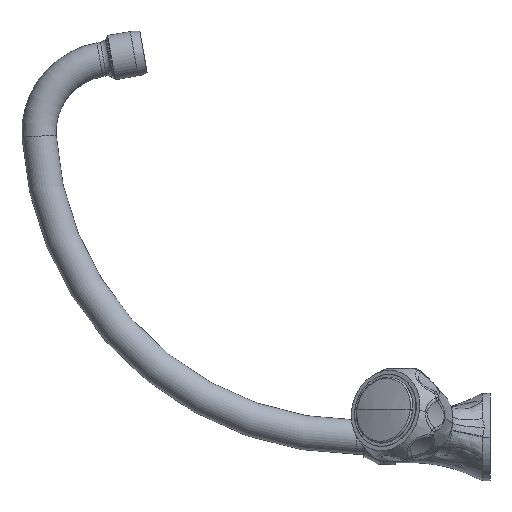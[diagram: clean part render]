
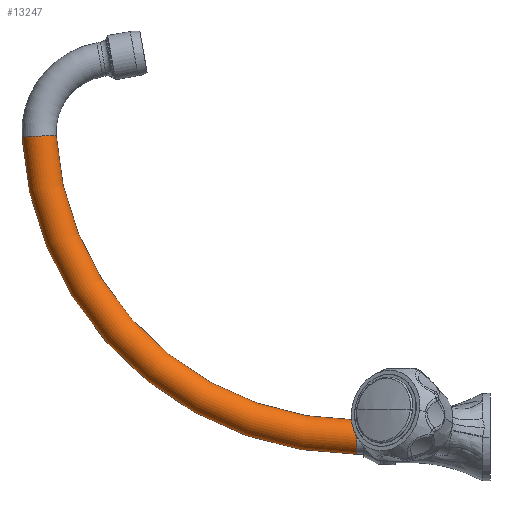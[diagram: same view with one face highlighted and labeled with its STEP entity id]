
A CAD part, left-side view. The second image highlights one B-rep face of the part: STEP entity #13247.
In plain terms, the highlighted toroidal (fillet/blend) face has major radius 166.98 mm and minor radius 9 mm.
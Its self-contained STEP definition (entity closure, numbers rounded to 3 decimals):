
#2718=CARTESIAN_POINT('',(0.,70.6,0.));
#2719=DIRECTION('',(0.,1.,0.));
#2720=DIRECTION('',(0.,0.,-1.));
#2721=AXIS2_PLACEMENT_3D('',#2718,#2719,#2720);
#2723=CARTESIAN_POINT('',(0.,70.6,166.98));
#2724=DIRECTION('',(1.,0.,0.));
#2725=DIRECTION('',(0.,0.,-1.));
#2726=AXIS2_PLACEMENT_3D('',#2723,#2724,#2725);
#2733=CARTESIAN_POINT('',(0.,70.6,166.98));
#2734=DIRECTION('',(1.,0.,0.));
#2735=DIRECTION('',(0.,0.,-1.));
#2736=AXIS2_PLACEMENT_3D('',#2733,#2734,#2735);
#2748=CARTESIAN_POINT('',(0.,237.346,
158.137));
#2749=DIRECTION('',(0.,0.053,0.999));
#2750=DIRECTION('',(0.,0.999,-0.053));
#2751=AXIS2_PLACEMENT_3D('',#2748,#2749,#2750);
#7303=CARTESIAN_POINT('',(0.,70.6,9.));
#7304=CARTESIAN_POINT('',(0.,70.6,-9.));
#7305=VERTEX_POINT('',#7303);
#7306=VERTEX_POINT('',#7304);
#7307=CARTESIAN_POINT('',(0.,228.358,
158.614));
#7308=CARTESIAN_POINT('',(0.,246.333,
157.66));
#7309=VERTEX_POINT('',#7307);
#7310=VERTEX_POINT('',#7308);
#13233=CARTESIAN_POINT('',(0.,70.6,166.98));
#13234=DIRECTION('',(1.,0.,0.));
#13235=DIRECTION('',(0.,0.,1.));
#13236=AXIS2_PLACEMENT_3D('',#13233,#13234,#13235);
#13237=TOROIDAL_SURFACE('',#13236,166.98,9.);
#13238=ORIENTED_EDGE('',*,*,#13220,.F.);
#13240=ORIENTED_EDGE('',*,*,#13239,.T.);
#13242=ORIENTED_EDGE('',*,*,#13241,.T.);
#13244=ORIENTED_EDGE('',*,*,#13243,.F.);
#13245=EDGE_LOOP('',(#13238,#13240,#13242,#13244));
#13246=FACE_OUTER_BOUND('',#13245,.F.);
#13247=ADVANCED_FACE('',(#13246),#13237,.T.);
#2722=CIRCLE('',#2721,9.);
#2727=CIRCLE('',#2726,175.98);
#2737=CIRCLE('',#2736,157.98);
#2752=CIRCLE('',#2751,9.);
#13220=EDGE_CURVE('',#7306,#7305,#2722,.T.);
#13239=EDGE_CURVE('',#7306,#7310,#2727,.T.);
#13241=EDGE_CURVE('',#7310,#7309,#2752,.T.);
#13243=EDGE_CURVE('',#7305,#7309,#2737,.T.);
